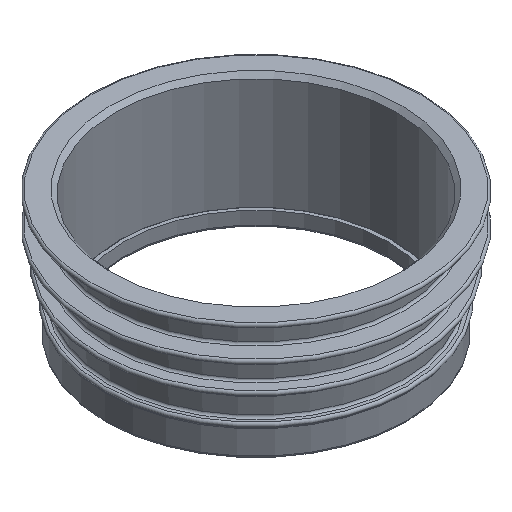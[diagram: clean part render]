
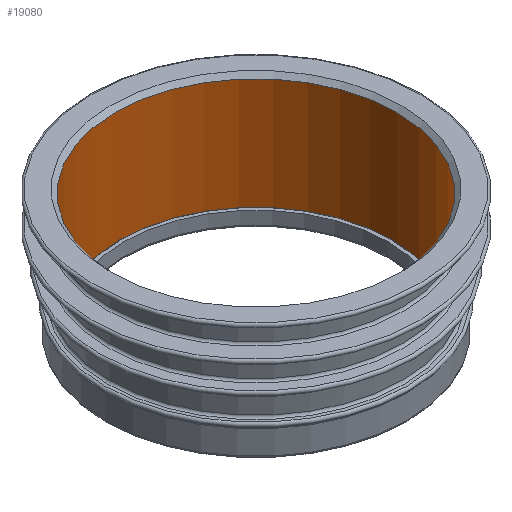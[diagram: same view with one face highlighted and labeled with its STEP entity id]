
A CAD part, isometric view. The second image highlights one B-rep face of the part: STEP entity #19080.
In plain terms, the highlighted cylindrical face has radius 665 mm (diameter 1330 mm), a full revolution.
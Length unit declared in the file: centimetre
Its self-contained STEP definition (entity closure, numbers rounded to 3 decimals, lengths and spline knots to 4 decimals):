
#36=CYLINDRICAL_SURFACE('',#19705,66.5);
#50=CIRCLE('',#19703,66.5);
#51=CIRCLE('',#19704,66.5);
#52=CIRCLE('',#19706,66.5);
#1769=FACE_OUTER_BOUND('',#2876,.T.);
#2876=EDGE_LOOP('',(#17564,#17565,#17566,#17567,#17568));
#4814=LINE('',#33804,#6723);
#6723=VECTOR('',#22869,66.5);
#9348=VERTEX_POINT('',#33797);
#9349=VERTEX_POINT('',#33799);
#9350=VERTEX_POINT('',#33803);
#12091=EDGE_CURVE('',#9348,#9349,#50,.T.);
#12092=EDGE_CURVE('',#9349,#9348,#51,.T.);
#12093=EDGE_CURVE('',#9349,#9350,#4814,.T.);
#12094=EDGE_CURVE('',#9350,#9350,#52,.T.);
#17564=ORIENTED_EDGE('',*,*,#12091,.F.);
#17565=ORIENTED_EDGE('',*,*,#12092,.F.);
#17566=ORIENTED_EDGE('',*,*,#12093,.T.);
#17567=ORIENTED_EDGE('',*,*,#12094,.F.);
#17568=ORIENTED_EDGE('',*,*,#12093,.F.);
#19080=ADVANCED_FACE('',(#1769),#36,.F.);
#19703=AXIS2_PLACEMENT_3D('',#33800,#22863,#22864);
#19704=AXIS2_PLACEMENT_3D('',#33801,#22865,#22866);
#19705=AXIS2_PLACEMENT_3D('',#33802,#22867,#22868);
#19706=AXIS2_PLACEMENT_3D('',#33805,#22870,#22871);
#22863=DIRECTION('center_axis',(0.,0.,-1.));
#22864=DIRECTION('ref_axis',(1.,0.,0.));
#22865=DIRECTION('center_axis',(0.,0.,-1.));
#22866=DIRECTION('ref_axis',(1.,0.,0.));
#22867=DIRECTION('center_axis',(0.,0.,-1.));
#22868=DIRECTION('ref_axis',(-1.,0.,0.));
#22869=DIRECTION('',(0.,0.,-1.));
#22870=DIRECTION('center_axis',(0.,0.,1.));
#22871=DIRECTION('ref_axis',(1.,0.,0.));
#33797=CARTESIAN_POINT('',(-133.,0.,0.));
#33799=CARTESIAN_POINT('',(0.,0.,0.));
#33800=CARTESIAN_POINT('Origin',(-66.5,0.,0.));
#33801=CARTESIAN_POINT('Origin',(-66.5,0.,0.));
#33802=CARTESIAN_POINT('Origin',(-66.5,0.,-27.));
#33803=CARTESIAN_POINT('',(0.,0.,-55.6));
#33804=CARTESIAN_POINT('',(0.,0.,-27.));
#33805=CARTESIAN_POINT('Origin',(-66.5,0.,-55.6));
